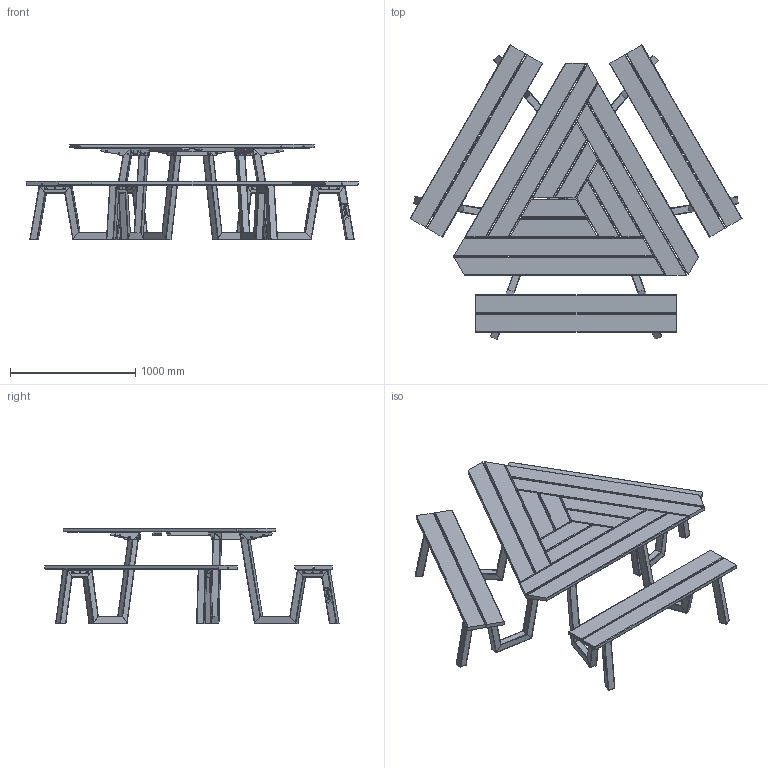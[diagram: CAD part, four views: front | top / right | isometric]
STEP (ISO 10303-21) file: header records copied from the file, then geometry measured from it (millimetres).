
FILE_DESCRIPTION(/* description */ (''),/* implementation_level */ '2;1');
FILE_NAME(/* name */ 'MRTRI200PX',/* time_stamp */ '2024-02-16T14:42:46+01:00',/* author */ (''),/* organization */ (''),/* preprocessor_version */ 'ST-DEVELOPER v16.5',/* originating_system */ 'HiCAD 2024 2901.0 Build 284',/* authorisation */ '');
FILE_SCHEMA (('AUTOMOTIVE_DESIGN { 1 0 10303 214 1 1 1 1 }'));
Products named in the file (41): Root; Mr Triangle_Assembly; 4mm plaat_Sheet Metal_0; 4mm RVS_Sheet Metal_0; planken 145x30_Various rectangular profiles_100; Onderframe MR Picknixx_Assembly_0; FRQ 60x60x2_Hollow profiles_0; 2mm plaat_Sheet Metal_0; planken 145x30_Various rectangular profiles_101; planken 145x30_Various rectangular profiles_102; planken 145x30_Various rectangular profiles_103; planken 145x30_Various rectangular profiles_104; 4mm plaat_Sheet Metal; Onderlat_1000; 4mm RVS_Sheet Metal
Assembly tree (83 placements, depth 4):
  Root
    Mr Triangle_Assembly
      4mm plaat_Sheet Metal_0
      4mm RVS_Sheet Metal_0  x3
      4mm RVS_Sheet Metal_0  x3
      planken 145x30_Various rectangular profiles_100  x6
      Onderframe MR Picknixx_Assembly_0
        FRQ 60x60x2_Hollow profiles_0
        FRQ 60x60x2_Hollow profiles_0
        FRQ 60x60x2_Hollow profiles_0
        2mm plaat_Sheet Metal_0
        FRQ 60x60x2_Hollow profiles_0
        FRQ 60x60x2_Hollow profiles_0
        FRQ 60x60x2_Hollow profiles_0
      Onderframe MR Picknixx_Assembly_0
        FRQ 60x60x2_Hollow profiles_0
        FRQ 60x60x2_Hollow profiles_0
        FRQ 60x60x2_Hollow profiles_0
        2mm plaat_Sheet Metal_0
        FRQ 60x60x2_Hollow profiles_0
        FRQ 60x60x2_Hollow profiles_0
        FRQ 60x60x2_Hollow profiles_0
      planken 145x30_Various rectangular profiles_101
      planken 145x30_Various rectangular profiles_101
      planken 145x30_Various rectangular profiles_101
      planken 145x30_Various rectangular profiles_102
      planken 145x30_Various rectangular profiles_102
      planken 145x30_Various rectangular profiles_102
      planken 145x30_Various rectangular profiles_103
      planken 145x30_Various rectangular profiles_103
      planken 145x30_Various rectangular profiles_103
      planken 145x30_Various rectangular profiles_104
      planken 145x30_Various rectangular profiles_104
      planken 145x30_Various rectangular profiles_104
      4mm plaat_Sheet Metal_0
      4mm plaat_Sheet Metal_0
      Onderframe MR Picknixx_Assembly_0
        FRQ 60x60x2_Hollow profiles_0
        FRQ 60x60x2_Hollow profiles_0
        FRQ 60x60x2_Hollow profiles_0
        2mm plaat_Sheet Metal_0
        FRQ 60x60x2_Hollow profiles_0
        FRQ 60x60x2_Hollow profiles_0
        FRQ 60x60x2_Hollow profiles_0
      Onderframe MR Picknixx_Assembly_0
        FRQ 60x60x2_Hollow profiles_0
        FRQ 60x60x2_Hollow profiles_0
        FRQ 60x60x2_Hollow profiles_0
        2mm plaat_Sheet Metal_0
        FRQ 60x60x2_Hollow profiles_0
        FRQ 60x60x2_Hollow profiles_0
        FRQ 60x60x2_Hollow profiles_0
      Onderframe MR Picknixx_Assembly_0
        FRQ 60x60x2_Hollow profiles_0
        FRQ 60x60x2_Hollow profiles_0
        FRQ 60x60x2_Hollow profiles_0
        2mm plaat_Sheet Metal_0
        FRQ 60x60x2_Hollow profiles_0
        FRQ 60x60x2_Hollow profiles_0
        FRQ 60x60x2_Hollow profiles_0
Bounding box: 2652.6 x 2349.82 x 763.9 mm (x, y, z)
Volume: 111592005.1 mm3; surface area: 16381969.2 mm2
Topology: 76 solids, 76 shells, 2180 faces, 6219 edges, 4173 vertices
Faces by surface type: plane 1076, cylinder 1032, bspline 72
Full cylindrical faces by diameter (mm): 4 x36, 6 x111, 8 x84, 12 x144, 28 x18
Entity records: 64253 total; most frequent: CARTESIAN_POINT 12021, DIRECTION 5291, PRESENTATION_STYLE_ASSIGNMENT 5227, DRAUGHTING_PRE_DEFINED_CURVE_FONT 5194, CURVE_STYLE 5194, OVER_RIDING_STYLED_ITEM 5194, ORIENTED_EDGE 5194, COLOUR_RGB 5040
